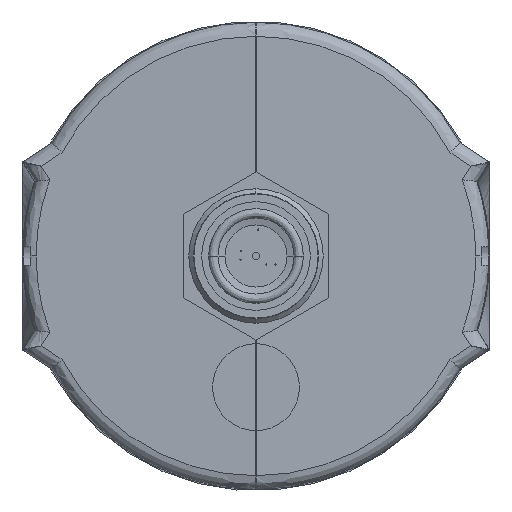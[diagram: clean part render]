
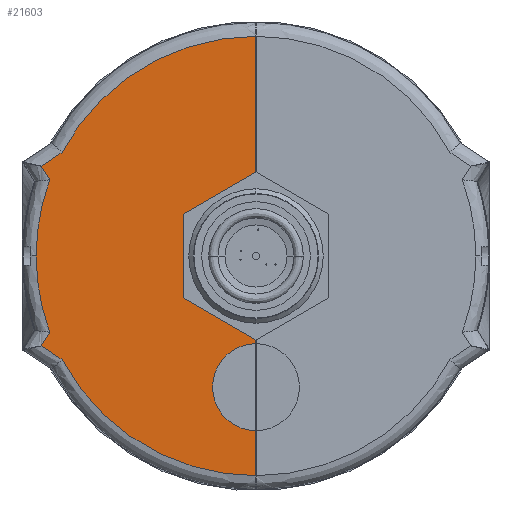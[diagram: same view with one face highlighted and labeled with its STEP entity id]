
A CAD part, front view. The second image highlights one B-rep face of the part: STEP entity #21603.
In plain terms, the highlighted planar face has unit normal (-0.018, -1, 0).
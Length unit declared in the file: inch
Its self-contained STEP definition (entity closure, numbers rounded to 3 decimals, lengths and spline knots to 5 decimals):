
#997 = FACE_OUTER_BOUND ( 'NONE', #20292, .T. ) ;
#1518 = ORIENTED_EDGE ( 'NONE', *, *, #11518, .F. ) ;
#1522 = ORIENTED_EDGE ( 'NONE', *, *, #11655, .T. ) ;
#1526 = ORIENTED_EDGE ( 'NONE', *, *, #9837, .T. ) ;
#1536 = ORIENTED_EDGE ( 'NONE', *, *, #10696, .F. ) ;
#1546 = ORIENTED_EDGE ( 'NONE', *, *, #21295, .T. ) ;
#1797 = ORIENTED_EDGE ( 'NONE', *, *, #10137, .T. ) ;
#1799 = ORIENTED_EDGE ( 'NONE', *, *, #11531, .T. ) ;
#1801 = ORIENTED_EDGE ( 'NONE', *, *, #9797, .T. ) ;
#1805 = ORIENTED_EDGE ( 'NONE', *, *, #9558, .T. ) ;
#1807 = ORIENTED_EDGE ( 'NONE', *, *, #21188, .T. ) ;
#1813 = ORIENTED_EDGE ( 'NONE', *, *, #10152, .T. ) ;
#2547 = B_SPLINE_CURVE_WITH_KNOTS ( 'NONE', 3,
 ( #17570, #17577, #17581, #17582 ),
 .UNSPECIFIED., .F., .F.,
 ( 4, 4 ),
 ( 0., 0.00262 ),
 .UNSPECIFIED. ) ;
#2588 =( BOUNDED_CURVE ( )  B_SPLINE_CURVE ( 3, ( #12079, #12066, #12074, #12081 ),
 .UNSPECIFIED., .F., .F. ) 
 B_SPLINE_CURVE_WITH_KNOTS ( ( 4, 4 ),
 ( 4.71239, 7.85398 ),
 .UNSPECIFIED. ) 
 CURVE ( )  GEOMETRIC_REPRESENTATION_ITEM ( )  RATIONAL_B_SPLINE_CURVE ( ( 1., 0.333, 0.333, 1. ) ) 
 REPRESENTATION_ITEM ( '' )  );
#2615 = B_SPLINE_CURVE_WITH_KNOTS ( 'NONE', 3,
 ( #10457, #10459, #10467, #10469 ),
 .UNSPECIFIED., .F., .F.,
 ( 4, 4 ),
 ( 0., 0.00409 ),
 .UNSPECIFIED. ) ;
#2664 =( BOUNDED_CURVE ( )  B_SPLINE_CURVE ( 3, ( #8346, #8336, #8347, #8348 ),
 .UNSPECIFIED., .F., .T. ) 
 B_SPLINE_CURVE_WITH_KNOTS ( ( 4, 4 ),
 ( 5.92876, 6.28319 ),
 .UNSPECIFIED. ) 
 CURVE ( )  GEOMETRIC_REPRESENTATION_ITEM ( )  RATIONAL_B_SPLINE_CURVE ( ( 1., 0.99, 0.99, 1. ) ) 
 REPRESENTATION_ITEM ( '' )  );
#2692 = B_SPLINE_CURVE_WITH_KNOTS ( 'NONE', 3,
 ( #8270, #8271, #8304, #8305 ),
 .UNSPECIFIED., .F., .F.,
 ( 4, 4 ),
 ( 0., 0.00409 ),
 .UNSPECIFIED. ) ;
#2708 =( BOUNDED_CURVE ( )  B_SPLINE_CURVE ( 3, ( #11881, #11891, #11892, #11893 ),
 .UNSPECIFIED., .F., .T. ) 
 B_SPLINE_CURVE_WITH_KNOTS ( ( 4, 4 ),
 ( 0.49109, 1.57191 ),
 .UNSPECIFIED. ) 
 CURVE ( )  GEOMETRIC_REPRESENTATION_ITEM ( )  RATIONAL_B_SPLINE_CURVE ( ( 1., 0.905, 0.905, 1. ) ) 
 REPRESENTATION_ITEM ( '' )  );
#3172 = VECTOR ( 'NONE', #18267, 39.37008 ) ;
#3175 = LINE ( 'NONE', #18266, #3172 ) ;
#3437 = VECTOR ( 'NONE', #17533, 39.37008 ) ;
#3445 = LINE ( 'NONE', #17538, #3437 ) ;
#3494 =( BOUNDED_CURVE ( )  B_SPLINE_CURVE ( 3, ( #16041, #16040, #16044, #16045 ),
 .UNSPECIFIED., .F., .F. ) 
 B_SPLINE_CURVE_WITH_KNOTS ( ( 4, 4 ),
 ( 4.71128, 5.7921 ),
 .UNSPECIFIED. ) 
 CURVE ( )  GEOMETRIC_REPRESENTATION_ITEM ( )  RATIONAL_B_SPLINE_CURVE ( ( 1., 0.905, 0.905, 1. ) ) 
 REPRESENTATION_ITEM ( '' )  );
#4577 =( BOUNDED_CURVE ( )  B_SPLINE_CURVE ( 3, ( #15823, #15832, #15837, #15838 ),
 .UNSPECIFIED., .F., .F. ) 
 B_SPLINE_CURVE_WITH_KNOTS ( ( 4, 4 ),
 ( 0., 0.35442 ),
 .UNSPECIFIED. ) 
 CURVE ( )  GEOMETRIC_REPRESENTATION_ITEM ( )  RATIONAL_B_SPLINE_CURVE ( ( 1., 0.99, 0.99, 1. ) ) 
 REPRESENTATION_ITEM ( '' )  );
#8270 = CARTESIAN_POINT ( 'NONE',  ( -1.24935, 1.21552, 0.66729 ) ) ;
#8271 = CARTESIAN_POINT ( 'NONE',  ( -1.29409, 1.2163, 0.63768 ) ) ;
#8304 = CARTESIAN_POINT ( 'NONE',  ( -1.33883, 1.21709, 0.60808 ) ) ;
#8305 = CARTESIAN_POINT ( 'NONE',  ( -1.38358, 1.21787, 0.57847 ) ) ;
#8336 = CARTESIAN_POINT ( 'NONE',  ( -1.38695, 1.21793, 0.33347 ) ) ;
#8346 = CARTESIAN_POINT ( 'NONE',  ( -1.32862, 1.21691, 0.49107 ) ) ;
#8347 = CARTESIAN_POINT ( 'NONE',  ( -1.41657, 1.21844, 0.16805 ) ) ;
#8348 = CARTESIAN_POINT ( 'NONE',  ( -1.41657, 1.21844, 0. ) ) ;
#9558 = EDGE_CURVE ( 'NONE', #14707, #13395, #14975, .T. ) ;
#9797 = EDGE_CURVE ( 'NONE', #14916, #13671, #2708, .T. ) ;
#9837 = EDGE_CURVE ( 'NONE', #13441, #14693, #2588, .T. ) ;
#10137 = EDGE_CURVE ( 'NONE', #14676, #14707, #2692, .T. ) ;
#10152 = EDGE_CURVE ( 'NONE', #13395, #14576, #2664, .T. ) ;
#10457 = CARTESIAN_POINT ( 'NONE',  ( -1.38358, 1.21787, -0.57847 ) ) ;
#10459 = CARTESIAN_POINT ( 'NONE',  ( -1.33883, 1.21709, -0.60808 ) ) ;
#10467 = CARTESIAN_POINT ( 'NONE',  ( -1.29409, 1.2163, -0.63768 ) ) ;
#10469 = CARTESIAN_POINT ( 'NONE',  ( -1.24935, 1.21552, -0.66729 ) ) ;
#10696 = EDGE_CURVE ( 'NONE', #13842, #14693, #3175, .T. ) ;
#11518 = EDGE_CURVE ( 'NONE', #13441, #13671, #3445, .T. ) ;
#11531 = EDGE_CURVE ( 'NONE', #14830, #14568, #2547, .T. ) ;
#11655 = EDGE_CURVE ( 'NONE', #14568, #14916, #2615, .T. ) ;
#11881 = CARTESIAN_POINT ( 'NONE',  ( -1.24935, 1.21552, -0.66729 ) ) ;
#11891 = CARTESIAN_POINT ( 'NONE',  ( -0.99645, 1.21111, -1.1402 ) ) ;
#11892 = CARTESIAN_POINT ( 'NONE',  ( -0.53628, 1.20308, -1.41559 ) ) ;
#11893 = CARTESIAN_POINT ( 'NONE',  ( 0., 1.19372, -1.415 ) ) ;
#12066 = CARTESIAN_POINT ( 'NONE',  ( -0.75, 1.20681, -0.375 ) ) ;
#12074 = CARTESIAN_POINT ( 'NONE',  ( -0.75, 1.20681, 0.375 ) ) ;
#12079 = CARTESIAN_POINT ( 'NONE',  ( 0., 1.19372, -0.375 ) ) ;
#12081 = CARTESIAN_POINT ( 'NONE',  ( 0., 1.19372, 0.375 ) ) ;
#13352 = CARTESIAN_POINT ( 'NONE',  ( -1.32862, 1.21691, 0.49107 ) ) ;
#13372 = CARTESIAN_POINT ( 'NONE',  ( 0., 1.19372, -0.375 ) ) ;
#13395 = VERTEX_POINT ( 'NONE', #13352 ) ;
#13441 = VERTEX_POINT ( 'NONE', #13372 ) ;
#13476 = CARTESIAN_POINT ( 'NONE',  ( 0., 1.19372, -1.415 ) ) ;
#13537 = CARTESIAN_POINT ( 'NONE',  ( 0., 1.19372, 1.415 ) ) ;
#13671 = VERTEX_POINT ( 'NONE', #13476 ) ;
#13842 = VERTEX_POINT ( 'NONE', #13537 ) ;
#13899 = CARTESIAN_POINT ( 'NONE',  ( -1.38358, 1.21787, -0.57847 ) ) ;
#13906 = CARTESIAN_POINT ( 'NONE',  ( -1.41657, 1.21844, 0. ) ) ;
#13949 = CARTESIAN_POINT ( 'NONE',  ( -1.24935, 1.21552, 0.66729 ) ) ;
#13970 = CARTESIAN_POINT ( 'NONE',  ( 0., 1.19372, 0.375 ) ) ;
#13989 = CARTESIAN_POINT ( 'NONE',  ( -1.38358, 1.21787, 0.57847 ) ) ;
#14069 = CARTESIAN_POINT ( 'NONE',  ( -1.32862, 1.21691, -0.49107 ) ) ;
#14168 = CARTESIAN_POINT ( 'NONE',  ( -1.24935, 1.21552, -0.66729 ) ) ;
#14568 = VERTEX_POINT ( 'NONE', #13899 ) ;
#14576 = VERTEX_POINT ( 'NONE', #13906 ) ;
#14676 = VERTEX_POINT ( 'NONE', #13949 ) ;
#14693 = VERTEX_POINT ( 'NONE', #13970 ) ;
#14707 = VERTEX_POINT ( 'NONE', #13989 ) ;
#14830 = VERTEX_POINT ( 'NONE', #14069 ) ;
#14916 = VERTEX_POINT ( 'NONE', #14168 ) ;
#14975 = B_SPLINE_CURVE_WITH_KNOTS ( 'NONE', 3,
 ( #16665, #16658, #16659, #16667 ),
 .UNSPECIFIED., .F., .F.,
 ( 4, 4 ),
 ( 0., 0.00262 ),
 .UNSPECIFIED. ) ;
#15823 = CARTESIAN_POINT ( 'NONE',  ( -1.41657, 1.21844, 0. ) ) ;
#15832 = CARTESIAN_POINT ( 'NONE',  ( -1.41657, 1.21844, -0.16805 ) ) ;
#15837 = CARTESIAN_POINT ( 'NONE',  ( -1.38695, 1.21793, -0.33347 ) ) ;
#15838 = CARTESIAN_POINT ( 'NONE',  ( -1.32862, 1.21691, -0.49107 ) ) ;
#16040 = CARTESIAN_POINT ( 'NONE',  ( -0.53628, 1.20308, 1.41559 ) ) ;
#16041 = CARTESIAN_POINT ( 'NONE',  ( 0., 1.19372, 1.415 ) ) ;
#16044 = CARTESIAN_POINT ( 'NONE',  ( -0.99645, 1.21111, 1.1402 ) ) ;
#16045 = CARTESIAN_POINT ( 'NONE',  ( -1.24935, 1.21552, 0.66729 ) ) ;
#16658 = CARTESIAN_POINT ( 'NONE',  ( -1.36526, 1.21755, 0.54934 ) ) ;
#16659 = CARTESIAN_POINT ( 'NONE',  ( -1.34694, 1.21723, 0.52021 ) ) ;
#16665 = CARTESIAN_POINT ( 'NONE',  ( -1.38358, 1.21787, 0.57847 ) ) ;
#16667 = CARTESIAN_POINT ( 'NONE',  ( -1.32862, 1.21691, 0.49107 ) ) ;
#17533 = DIRECTION ( 'NONE',  ( 0., 0., -1. ) ) ;
#17538 = CARTESIAN_POINT ( 'NONE',  ( 0., 1.19372, 1.505 ) ) ;
#17570 = CARTESIAN_POINT ( 'NONE',  ( -1.32862, 1.21691, -0.49107 ) ) ;
#17577 = CARTESIAN_POINT ( 'NONE',  ( -1.34694, 1.21723, -0.52021 ) ) ;
#17581 = CARTESIAN_POINT ( 'NONE',  ( -1.36526, 1.21755, -0.54934 ) ) ;
#17582 = CARTESIAN_POINT ( 'NONE',  ( -1.38358, 1.21787, -0.57847 ) ) ;
#18266 = CARTESIAN_POINT ( 'NONE',  ( 0., 1.19372, 1.505 ) ) ;
#18267 = DIRECTION ( 'NONE',  ( 0., 0., -1. ) ) ;
#19149 = CARTESIAN_POINT ( 'NONE',  ( 0., 1.19372, 1.505 ) ) ;
#19151 = PLANE ( 'NONE',  #20906 ) ;
#19154 = DIRECTION ( 'NONE',  ( -0.017, -1., 0. ) ) ;
#19155 = DIRECTION ( 'NONE',  ( -1., 0.017, 0. ) ) ;
#20292 = EDGE_LOOP ( 'NONE', ( #1522, #1801, #1518, #1526, #1536, #1546, #1797, #1805, #1813, #1807, #1799 ) ) ;
#20906 = AXIS2_PLACEMENT_3D ( 'NONE', #19149, #19154, #19155 ) ;
#21188 = EDGE_CURVE ( 'NONE', #14576, #14830, #4577, .T. ) ;
#21295 = EDGE_CURVE ( 'NONE', #13842, #14676, #3494, .T. ) ;
#21603 = ADVANCED_FACE ( 'NONE', ( #997 ), #19151, .T. ) ;
